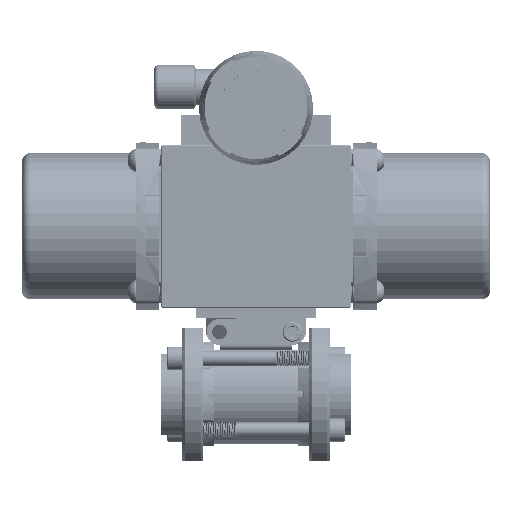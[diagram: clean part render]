
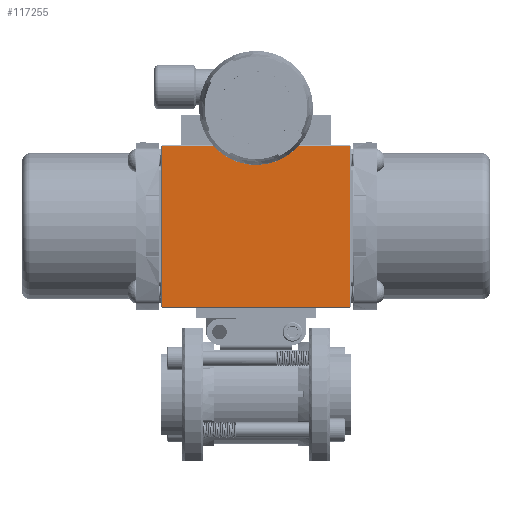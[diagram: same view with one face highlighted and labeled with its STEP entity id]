
A CAD part, top view. The second image highlights one B-rep face of the part: STEP entity #117255.
In plain terms, the highlighted planar face has unit normal (0, 0, 1).
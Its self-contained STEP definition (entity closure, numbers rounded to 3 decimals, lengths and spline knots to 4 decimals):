
#2434 = DIRECTION ( 'NONE',  ( 0., -1., 0. ) ) ;
#10941 = VECTOR ( 'NONE', #24131, 39.3701 ) ;
#11419 = VECTOR ( 'NONE', #55395, 39.3701 ) ;
#24131 = DIRECTION ( 'NONE',  ( 0., 1., 0. ) ) ;
#31321 = ORIENTED_EDGE ( 'NONE', *, *, #193395, .T. ) ;
#34600 = VERTEX_POINT ( 'NONE', #136920 ) ;
#35219 = LINE ( 'NONE', #143483, #107726 ) ;
#40600 = CARTESIAN_POINT ( 'NONE',  ( -2.255, 5.954, 1.55 ) ) ;
#40890 = ORIENTED_EDGE ( 'NONE', *, *, #144373, .T. ) ;
#49969 = ORIENTED_EDGE ( 'NONE', *, *, #50943, .T. ) ;
#50295 = DIRECTION ( 'NONE',  ( 1., 0., 0. ) ) ;
#50943 = EDGE_CURVE ( 'NONE', #158950, #83639, #139807, .T. ) ;
#51260 = DIRECTION ( 'NONE',  ( -1., 0., 0. ) ) ;
#52710 = LINE ( 'NONE', #116835, #11419 ) ;
#55395 = DIRECTION ( 'NONE',  ( 0., -1., 0. ) ) ;
#78752 = EDGE_CURVE ( 'NONE', #34600, #158950, #93237, .T. ) ;
#83639 = VERTEX_POINT ( 'NONE', #40600 ) ;
#90621 = AXIS2_PLACEMENT_3D ( 'NONE', #184953, #95074, #2434 ) ;
#93237 = LINE ( 'NONE', #132922, #10941 ) ;
#95074 = DIRECTION ( 'NONE',  ( 0., 0., -1. ) ) ;
#100419 = VERTEX_POINT ( 'NONE', #194700 ) ;
#107726 = VECTOR ( 'NONE', #50295, 39.3701 ) ;
#116835 = CARTESIAN_POINT ( 'NONE',  ( -2.255, 2.074, 1.55 ) ) ;
#117255 = ADVANCED_FACE ( 'NONE', ( #170110 ), #187640, .F. ) ;
#126144 = ORIENTED_EDGE ( 'NONE', *, *, #78752, .T. ) ;
#132922 = CARTESIAN_POINT ( 'NONE',  ( 2.251, 5.974, 1.55 ) ) ;
#136920 = CARTESIAN_POINT ( 'NONE',  ( 2.251, 2.094, 1.55 ) ) ;
#139807 = LINE ( 'NONE', #159325, #185704 ) ;
#140469 = EDGE_LOOP ( 'NONE', ( #126144, #49969, #40890, #31321 ) ) ;
#143483 = CARTESIAN_POINT ( 'NONE',  ( -2.275, 2.094, 1.55 ) ) ;
#144373 = EDGE_CURVE ( 'NONE', #83639, #100419, #52710, .T. ) ;
#158950 = VERTEX_POINT ( 'NONE', #196207 ) ;
#159325 = CARTESIAN_POINT ( 'NONE',  ( -2.275, 5.954, 1.55 ) ) ;
#170110 = FACE_OUTER_BOUND ( 'NONE', #140469, .T. ) ;
#184953 = CARTESIAN_POINT ( 'NONE',  ( -2.275, 5.974, 1.55 ) ) ;
#185704 = VECTOR ( 'NONE', #51260, 39.3701 ) ;
#187640 = PLANE ( 'NONE',  #90621 ) ;
#193395 = EDGE_CURVE ( 'NONE', #100419, #34600, #35219, .T. ) ;
#194700 = CARTESIAN_POINT ( 'NONE',  ( -2.255, 2.094, 1.55 ) ) ;
#196207 = CARTESIAN_POINT ( 'NONE',  ( 2.251, 5.954, 1.55 ) ) ;
